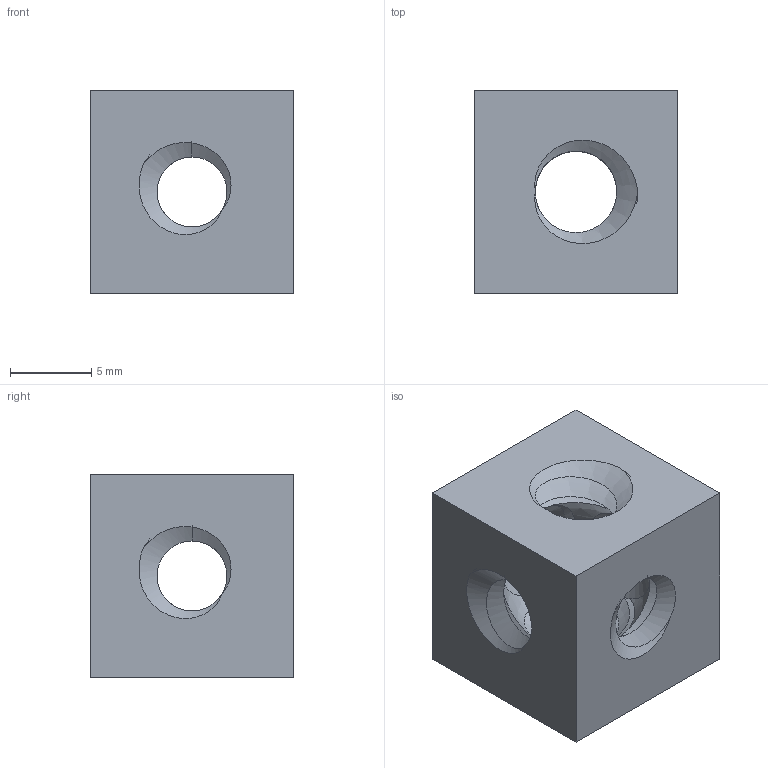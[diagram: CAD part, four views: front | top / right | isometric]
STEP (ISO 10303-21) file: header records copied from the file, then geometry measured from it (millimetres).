
FILE_DESCRIPTION(('FreeCAD Model'),'2;1');
FILE_NAME('Open CASCADE Shape Model','2024-10-29T00:01:35',(''),(''), 'Open CASCADE STEP processor 7.6','FreeCAD','Unknown');
FILE_SCHEMA(('AUTOMOTIVE_DESIGN { 1 0 10303 214 1 1 1 1 }'));
Length unit declared in the file: millimetre
Products named in the file (1): STEMFIE Construction Standard - Template - Block Unit Threaded 3D 
BU01x01x01 - SCS-TPL-0024 (stemfie.org)
Bounding box: 12.5 x 12.5 x 12.5 mm (x, y, z)
Volume: 1184.4 mm3; surface area: 1463.5 mm2
Topology: 1 solids, 1 shells, 44 faces, 120 edges, 75 vertices
Faces by surface type: bspline 34, plane 6, sphere 4
Entity records: 11337 total; most frequent: CARTESIAN_POINT 10474, ORIENTED_EDGE 240, EDGE_CURVE 120, B_SPLINE_CURVE_WITH_KNOTS 106, VERTEX_POINT 75, FACE_BOUND 51, EDGE_LOOP 51, ADVANCED_FACE 44
